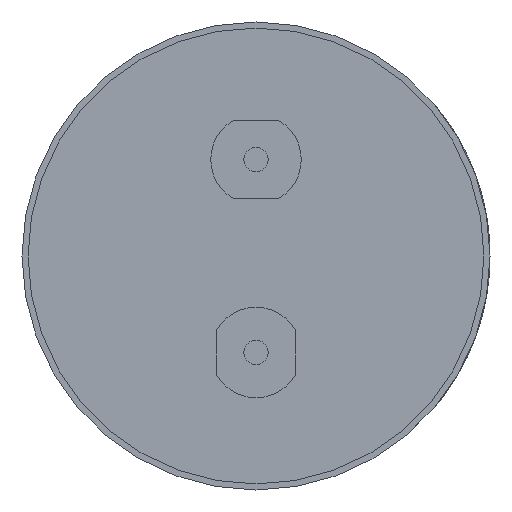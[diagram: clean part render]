
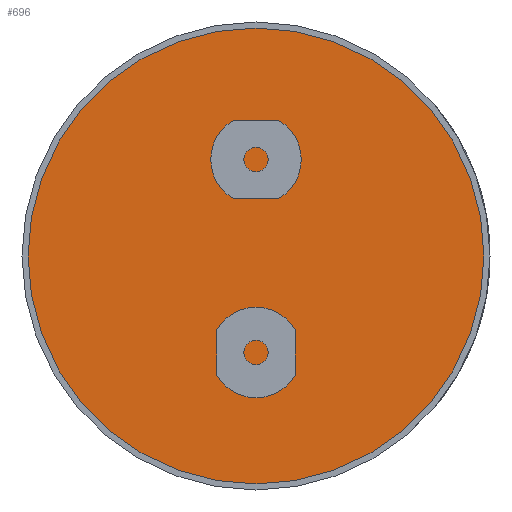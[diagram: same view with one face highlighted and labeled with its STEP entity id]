
A CAD part, front view. The second image highlights one B-rep face of the part: STEP entity #696.
In plain terms, the highlighted planar face has unit normal (0, -1, 0).
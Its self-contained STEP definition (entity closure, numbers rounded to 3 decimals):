
#627 = DIRECTION ( 'NONE',  ( 0., -1., 0. ) ) ;
#645 = DIRECTION ( 'NONE',  ( 0., 0., -1. ) ) ;
#696 = ADVANCED_FACE ( 'NONE', ( #4694 ), #743, .T. ) ;
#743 = PLANE ( 'NONE',  #1739 ) ;
#803 = CARTESIAN_POINT ( 'NONE',  ( 0., 3.2, -37.8 ) ) ;
#1694 = CARTESIAN_POINT ( 'NONE',  ( 0., 3.2, 37.8 ) ) ;
#1698 = VERTEX_POINT ( 'NONE', #1694 ) ;
#1739 = AXIS2_PLACEMENT_3D ( 'NONE', #3648, #5242, #3596 ) ;
#1853 = AXIS2_PLACEMENT_3D ( 'NONE', #3819, #5067, #3839 ) ;
#2136 = VERTEX_POINT ( 'NONE', #803 ) ;
#2277 = CARTESIAN_POINT ( 'NONE',  ( 0., 3.2, 0. ) ) ;
#2816 = AXIS2_PLACEMENT_3D ( 'NONE', #2277, #627, #645 ) ;
#3390 = CIRCLE ( 'NONE', #2816, 37.8 ) ;
#3440 = ORIENTED_EDGE ( 'NONE', *, *, #4034, .T. ) ;
#3596 = DIRECTION ( 'NONE',  ( 0., 0., -1. ) ) ;
#3648 = CARTESIAN_POINT ( 'NONE',  ( 0., 3.2, 0. ) ) ;
#3819 = CARTESIAN_POINT ( 'NONE',  ( 0., 3.2, 0. ) ) ;
#3839 = DIRECTION ( 'NONE',  ( 0., 0., -1. ) ) ;
#4014 = EDGE_LOOP ( 'NONE', ( #4870, #3440 ) ) ;
#4034 = EDGE_CURVE ( 'NONE', #1698, #2136, #5076, .T. ) ;
#4268 = EDGE_CURVE ( 'NONE', #2136, #1698, #3390, .T. ) ;
#4694 = FACE_OUTER_BOUND ( 'NONE', #4014, .T. ) ;
#4870 = ORIENTED_EDGE ( 'NONE', *, *, #4268, .T. ) ;
#5067 = DIRECTION ( 'NONE',  ( 0., -1., 0. ) ) ;
#5076 = CIRCLE ( 'NONE', #1853, 37.8 ) ;
#5242 = DIRECTION ( 'NONE',  ( 0., -1., 0. ) ) ;
